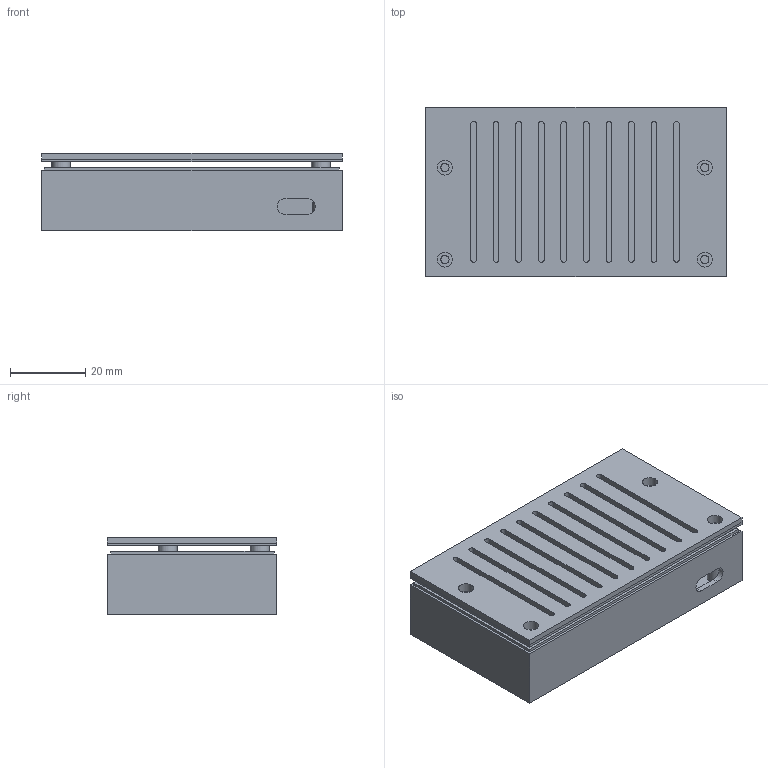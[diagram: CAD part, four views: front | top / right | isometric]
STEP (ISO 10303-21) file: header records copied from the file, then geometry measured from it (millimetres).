
FILE_DESCRIPTION(('FreeCAD Model'),'2;1');
FILE_NAME('Open CASCADE Shape Model','2024-11-14T12:00:40',(''),(''), 'Open CASCADE STEP processor 7.6','FreeCAD','Unknown');
FILE_SCHEMA(('AUTOMOTIVE_DESIGN { 1 0 10303 214 1 1 1 1 }'));
Length unit declared in the file: millimetre
Products named in the file (3): esp32_sim800_v2; Case bottom; Case top
Assembly tree (2 placements, depth 2):
  esp32_sim800_v2
    Case bottom
    Case top
Bounding box: 80 x 45 x 20.5 mm (x, y, z)
Volume: 16056.2 mm3; surface area: 24153.1 mm2
Topology: 2 solids, 2 shells, 116 faces, 271 edges, 178 vertices
Faces by surface type: plane 73, cylinder 43
Full cylindrical faces by diameter (mm): 2.2 x8, 4 x4, 4.2 x4, 5.04 x4, 6.5 x1
Entity records: 3447 total; most frequent: DIRECTION 595, CARTESIAN_POINT 568, ORIENTED_EDGE 542, EDGE_CURVE 271, AXIS2_PLACEMENT_3D 205, LINE 185, VECTOR 185, VERTEX_POINT 178
